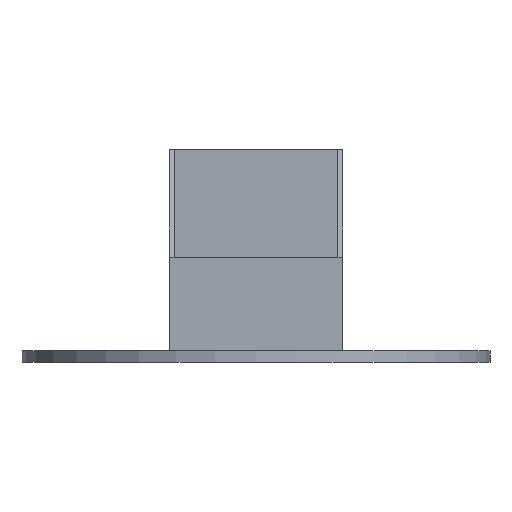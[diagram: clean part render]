
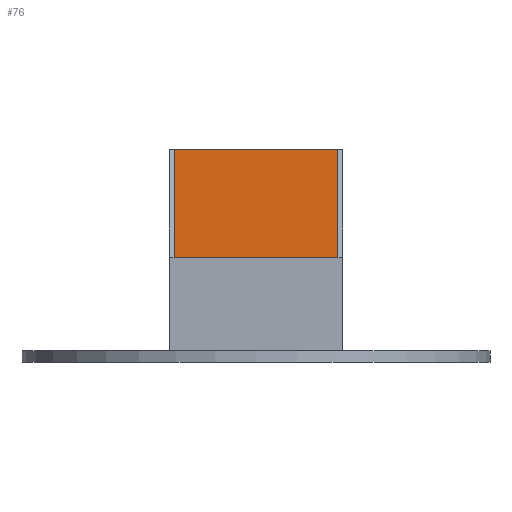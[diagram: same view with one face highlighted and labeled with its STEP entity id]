
A CAD part, front view. The second image highlights one B-rep face of the part: STEP entity #76.
In plain terms, the highlighted planar face has unit normal (0, -1, 0).
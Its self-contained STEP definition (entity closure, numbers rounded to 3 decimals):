
#5 = DIRECTION ( 'NONE',  ( 0., 0., -1. ) ) ;
#76 = ADVANCED_FACE ( 'NONE', ( #243 ), #843, .T. ) ;
#114 = DIRECTION ( 'NONE',  ( 0., -1., 0. ) ) ;
#243 = FACE_OUTER_BOUND ( 'NONE', #1002, .T. ) ;
#275 = VERTEX_POINT ( 'NONE', #1053 ) ;
#366 = ORIENTED_EDGE ( 'NONE', *, *, #901, .T. ) ;
#481 = EDGE_CURVE ( 'NONE', #1619, #2203, #1417, .T. ) ;
#558 = VECTOR ( 'NONE', #616, 1000. ) ;
#616 = DIRECTION ( 'NONE',  ( 0., 0., -1. ) ) ;
#682 = CARTESIAN_POINT ( 'NONE',  ( -37., -70., 91. ) ) ;
#790 = VERTEX_POINT ( 'NONE', #2064 ) ;
#832 = LINE ( 'NONE', #1841, #1507 ) ;
#843 = PLANE ( 'NONE',  #884 ) ;
#855 = DIRECTION ( 'NONE',  ( 0., 0., -1. ) ) ;
#882 = CARTESIAN_POINT ( 'NONE',  ( -35., -70., 5. ) ) ;
#884 = AXIS2_PLACEMENT_3D ( 'NONE', #1940, #114, #855 ) ;
#901 = EDGE_CURVE ( 'NONE', #275, #2203, #1989, .T. ) ;
#904 = ORIENTED_EDGE ( 'NONE', *, *, #1420, .F. ) ;
#936 = ORIENTED_EDGE ( 'NONE', *, *, #481, .F. ) ;
#1002 = EDGE_LOOP ( 'NONE', ( #904, #366, #936, #1930 ) ) ;
#1043 = CARTESIAN_POINT ( 'NONE',  ( -35., -70., 5. ) ) ;
#1053 = CARTESIAN_POINT ( 'NONE',  ( -35., -70., 91. ) ) ;
#1178 = CARTESIAN_POINT ( 'NONE',  ( -35., -70., 45. ) ) ;
#1197 = EDGE_CURVE ( 'NONE', #790, #1619, #832, .T. ) ;
#1417 = LINE ( 'NONE', #882, #2127 ) ;
#1420 = EDGE_CURVE ( 'NONE', #275, #790, #1918, .T. ) ;
#1507 = VECTOR ( 'NONE', #5, 1000. ) ;
#1619 = VERTEX_POINT ( 'NONE', #2002 ) ;
#1812 = DIRECTION ( 'NONE',  ( 1., 0., 0. ) ) ;
#1841 = CARTESIAN_POINT ( 'NONE',  ( 35., -70., 45. ) ) ;
#1918 = LINE ( 'NONE', #682, #2241 ) ;
#1930 = ORIENTED_EDGE ( 'NONE', *, *, #1197, .F. ) ;
#1940 = CARTESIAN_POINT ( 'NONE',  ( -35., -70., 45. ) ) ;
#1989 = LINE ( 'NONE', #1178, #558 ) ;
#2002 = CARTESIAN_POINT ( 'NONE',  ( 35., -70., 5. ) ) ;
#2064 = CARTESIAN_POINT ( 'NONE',  ( 35., -70., 91. ) ) ;
#2127 = VECTOR ( 'NONE', #2181, 1000. ) ;
#2181 = DIRECTION ( 'NONE',  ( -1., 0., 0. ) ) ;
#2203 = VERTEX_POINT ( 'NONE', #1043 ) ;
#2241 = VECTOR ( 'NONE', #1812, 1000. ) ;
